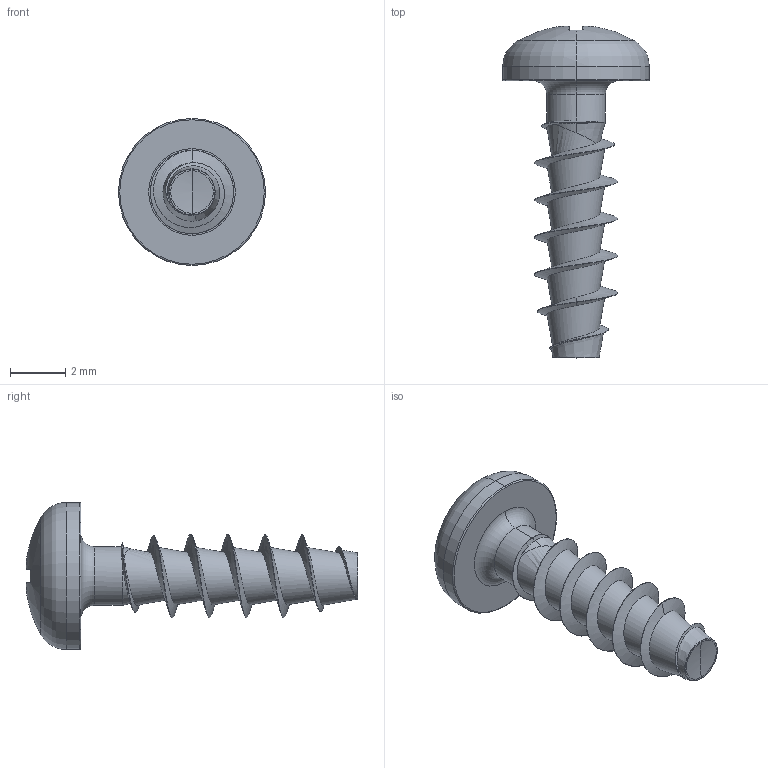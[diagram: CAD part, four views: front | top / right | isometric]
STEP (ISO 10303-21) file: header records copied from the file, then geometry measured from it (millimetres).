
FILE_DESCRIPTION (( 'STEP AP203' ), '1' );
FILE_NAME ('STP22A0300100.STEP', '2017-11-16T18:29:12', ( '' ), ( '' ), 'SwSTEP 2.0', 'SolidWorks 2015', '' );
FILE_SCHEMA (( 'CONFIG_CONTROL_DESIGN' ));
Length unit declared in the file: millimetre
Products named in the file (1): STP22A0300100
Bounding box: 5.3 x 11.97 x 5.3 mm (x, y, z)
Volume: 63.9 mm3; surface area: 166.6 mm2
Topology: 1 solids, 1 shells, 165 faces, 385 edges, 222 vertices
Faces by surface type: bspline 52, plane 30, torus 28, cylinder 25, sphere 20, cone 10
Entity records: 13381 total; most frequent: CARTESIAN_POINT 9933, ORIENTED_EDGE 766, DIRECTION 655, EDGE_CURVE 383, AXIS2_PLACEMENT_3D 292, VERTEX_POINT 222, CIRCLE 178, EDGE_LOOP 167
